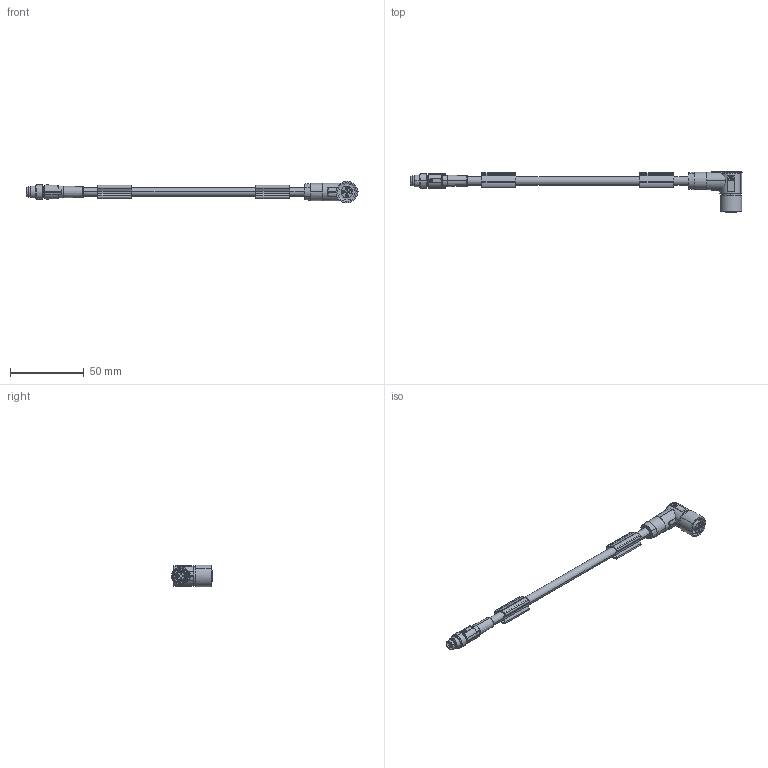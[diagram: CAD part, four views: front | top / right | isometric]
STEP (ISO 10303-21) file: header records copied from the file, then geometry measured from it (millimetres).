
FILE_DESCRIPTION(('SolidDesigner STEP Export'),'2;1');
FILE_NAME('1693403.stp','2011-11-30T11:52:53',(''),(''),'CoCreate Modeling STEP processor for AP214 (Solid Model)','CoCreate Modeling 16.00A 16-Aug-2008 (C) Parametric Technology GmbH','');
FILE_SCHEMA(('AUTOMOTIVE_DESIGN { 1 0 10303 214 1 1 1 1 }'));
Length unit declared in the file: millimetre
Products named in the file (2): 1693403
Assembly tree (1 placements, depth 2):
  1693403
    1693403
Bounding box: 224.95 x 28 x 14.77 mm (x, y, z)
Volume: 13429.1 mm3; surface area: 10294.8 mm2
Topology: 1 solids, 1 shells, 477 faces, 1274 edges, 838 vertices
Faces by surface type: cylinder 215, plane 171, extrusion 36, cone 26, bspline 17, torus 12
Entity records: 22760 total; most frequent: CARTESIAN_POINT 7946, ORIENTED_EDGE 2548, DIRECTION 1937, EDGE_CURVE 1274, VERTEX_POINT 838, AXIS2_PLACEMENT_3D 656, VECTOR 625, LINE 589
